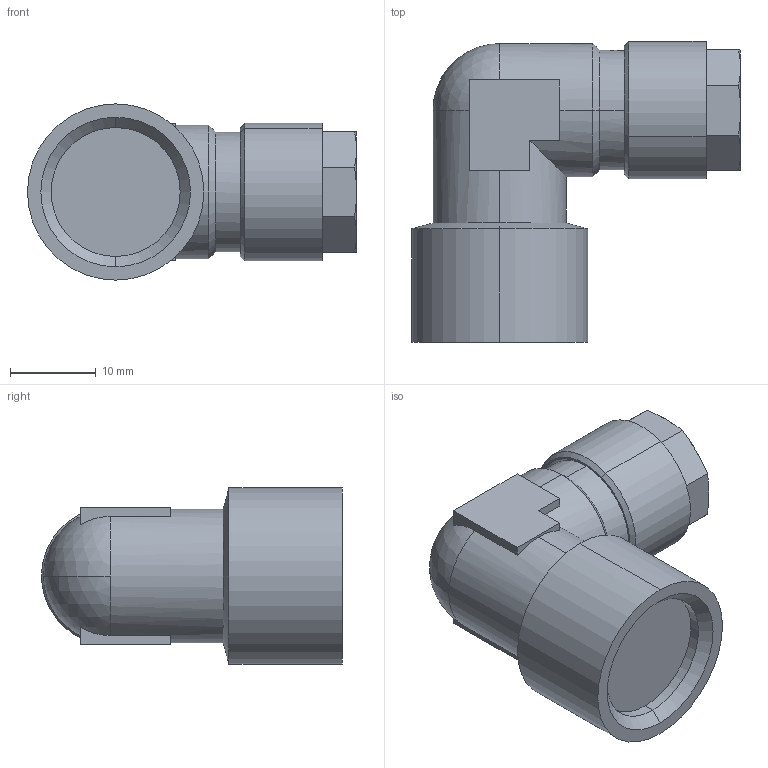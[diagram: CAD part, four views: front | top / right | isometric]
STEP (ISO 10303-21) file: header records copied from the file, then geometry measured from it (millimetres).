
FILE_DESCRIPTION (( 'STEP AP214' ), '1' );
FILE_NAME ('0112000007.step', '2012-09-28T13:24:18', ( '' ), ( '' ), 'SwSTEP 2.0', 'SolidWorks 2012', '' );
FILE_SCHEMA (( 'AUTOMOTIVE_DESIGN' ));
Length unit declared in the file: millimetre
Products named in the file (1): 0112000007
Bounding box: 38.25 x 34.99 x 20.5 mm (x, y, z)
Volume: 11582.8 mm3; surface area: 3721.4 mm2
Topology: 1 solids, 1 shells, 65 faces, 152 edges, 93 vertices
Faces by surface type: plane 28, cone 19, cylinder 14, sphere 2, torus 2
Entity records: 2228 total; most frequent: CARTESIAN_POINT 362, DIRECTION 329, ORIENTED_EDGE 304, EDGE_CURVE 152, AXIS2_PLACEMENT_3D 128, VERTEX_POINT 93, VECTOR 73, LINE 73
